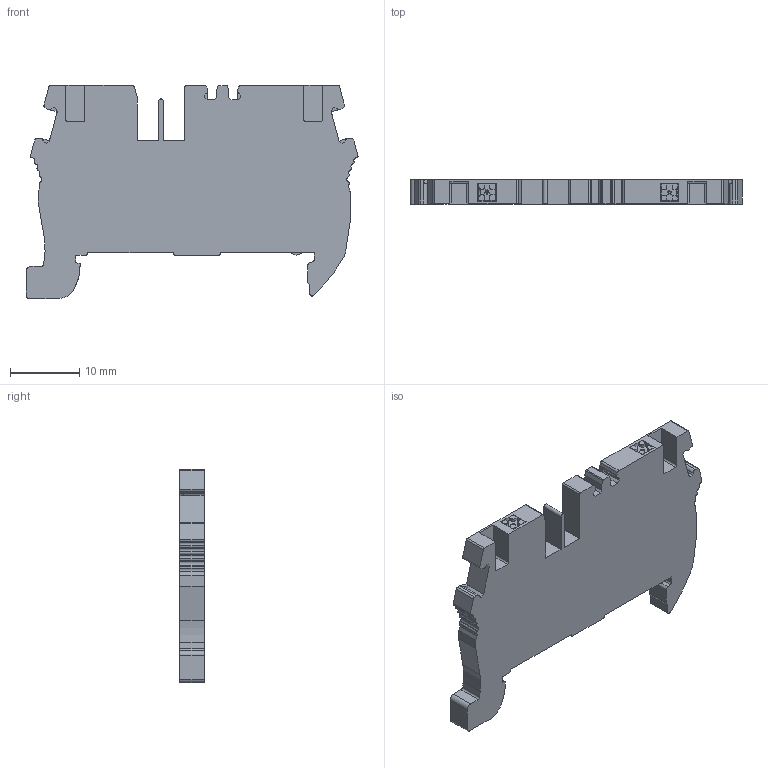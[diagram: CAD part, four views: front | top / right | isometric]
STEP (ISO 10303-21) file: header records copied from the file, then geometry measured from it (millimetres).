
FILE_DESCRIPTION(/* description */ ('Unknown'),/* implementation_level */ '2;1');
FILE_NAME(/* name */ 'PGQ1.5-3D-Solid',/* time_stamp */ '2025-08-12T14:38:46+05:00',/* author */ ('Unknown'),/* organization */ ('Unknown'),/* preprocessor_version */ 'ST-DEVELOPER v16.7',/* originating_system */ 'Solid Edge',/* authorisation */ 'Unknown');
FILE_SCHEMA (('AUTOMOTIVE_DESIGN {1 0 10303 214 3 1 1}'));
Length unit declared in the file: millimetre
Products named in the file (1): PGQ1.5-3D-Solid
Bounding box: 47.88 x 3.5 x 30.75 mm (x, y, z)
Volume: 3611.2 mm3; surface area: 3124.8 mm2
Topology: 1 solids, 1 shells, 303 faces, 888 edges, 592 vertices
Faces by surface type: plane 182, cylinder 119, torus 2
Entity records: 12246 total; most frequent: CARTESIAN_POINT 1790, ORIENTED_EDGE 1776, DIRECTION 1749, EDGE_CURVE 888, LINE 631, VECTOR 631, VERTEX_POINT 592, AXIS2_PLACEMENT_3D 559
